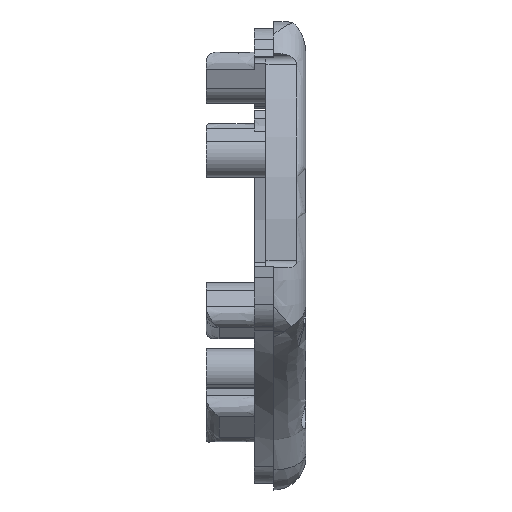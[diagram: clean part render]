
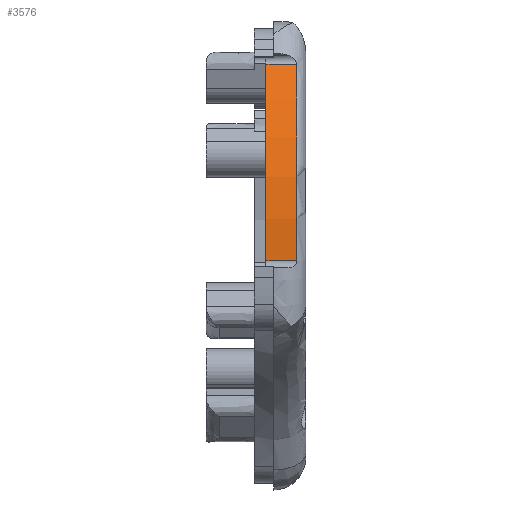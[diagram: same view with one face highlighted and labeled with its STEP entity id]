
A CAD part, left-side view. The second image highlights one B-rep face of the part: STEP entity #3576.
In plain terms, the highlighted cylindrical face has radius 45 mm (diameter 90 mm), a partial arc.
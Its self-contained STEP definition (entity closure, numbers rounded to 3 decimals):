
#215=CIRCLE('',#3827,45.);
#216=CIRCLE('',#3828,45.);
#412=FACE_OUTER_BOUND('',#625,.T.);
#625=EDGE_LOOP('',(#2729,#2730,#2731,#2732));
#855=LINE('',#7000,#1009);
#859=LINE('',#7048,#1013);
#1009=VECTOR('',#4226,10.);
#1013=VECTOR('',#4234,10.);
#1614=VERTEX_POINT('',#6997);
#1615=VERTEX_POINT('',#6999);
#1618=VERTEX_POINT('',#7030);
#1619=VERTEX_POINT('',#7047);
#2036=EDGE_CURVE('',#1614,#1615,#855,.T.);
#2043=EDGE_CURVE('',#1618,#1619,#859,.T.);
#2047=EDGE_CURVE('',#1619,#1614,#215,.T.);
#2048=EDGE_CURVE('',#1615,#1618,#216,.T.);
#2729=ORIENTED_EDGE('',*,*,#2036,.F.);
#2730=ORIENTED_EDGE('',*,*,#2047,.F.);
#2731=ORIENTED_EDGE('',*,*,#2043,.F.);
#2732=ORIENTED_EDGE('',*,*,#2048,.F.);
#3490=CYLINDRICAL_SURFACE('',#3826,45.);
#3576=ADVANCED_FACE('',(#412),#3490,.T.);
#3826=AXIS2_PLACEMENT_3D('',#7053,#4239,#4240);
#3827=AXIS2_PLACEMENT_3D('',#7054,#4241,#4242);
#3828=AXIS2_PLACEMENT_3D('',#7055,#4243,#4244);
#4226=DIRECTION('',(0.,-1.,0.));
#4234=DIRECTION('',(0.,1.,0.));
#4239=DIRECTION('center_axis',(0.,1.,0.));
#4240=DIRECTION('ref_axis',(-0.955,0.,0.295));
#4241=DIRECTION('center_axis',(0.,1.,0.));
#4242=DIRECTION('ref_axis',(-0.996,0.,-0.088));
#4243=DIRECTION('center_axis',(0.,-1.,0.));
#4244=DIRECTION('ref_axis',(1.,0.,0.));
#6997=CARTESIAN_POINT('',(-35.434,6.2,27.738));
#6999=CARTESIAN_POINT('',(-35.434,1.429,27.738));
#7000=CARTESIAN_POINT('',(-35.434,0.,27.738));
#7030=CARTESIAN_POINT('',(-44.906,1.429,-2.912));
#7047=CARTESIAN_POINT('',(-44.906,6.2,-2.912));
#7048=CARTESIAN_POINT('',(-44.906,0.,-2.912));
#7053=CARTESIAN_POINT('Origin',(0.,0.,
0.));
#7054=CARTESIAN_POINT('Origin',(0.,6.2,0.));
#7055=CARTESIAN_POINT('Origin',(0.,1.429,0.));
